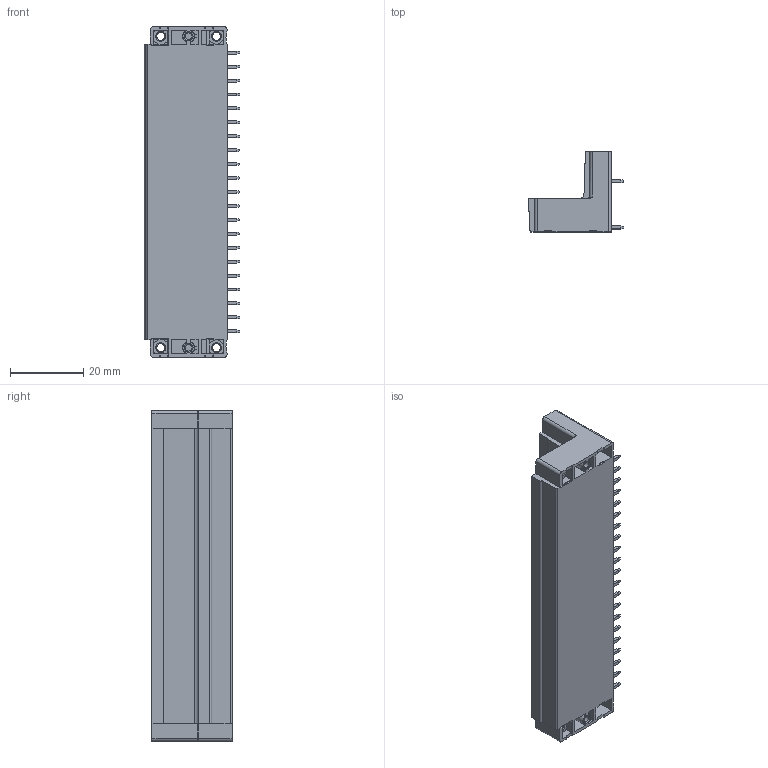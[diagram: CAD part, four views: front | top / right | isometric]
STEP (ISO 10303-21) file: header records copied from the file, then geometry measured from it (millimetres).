
FILE_DESCRIPTION((''),'2;1');
FILE_NAME('TLPHDW-105R-1','2024-09-24T11:10:57',('sheji109'),(''),'CREO PARAMETRIC BY PTC INC, 2018100','CREO PARAMETRIC BY PTC INC, 2018100','');
FILE_SCHEMA(('CONFIG_CONTROL_DESIGN'));
Products named in the file (1): TLPHDW-105R-1
Bounding box: 26.2 x 21.9 x 90.4 mm (x, y, z)
Volume: 20030 mm3; surface area: 21567.4 mm2
Topology: 1 solids, 1 shells, 3416 faces, 9238 edges, 5944 vertices
Faces by surface type: plane 2696, cylinder 647, cone 50, sphere 21, bspline 2
Entity records: 106087 total; most frequent: CARTESIAN_POINT 19519, ORIENTED_EDGE 18434, DIRECTION 17231, EDGE_CURVE 9217, VECTOR 7639, LINE 7639, VERTEX_POINT 5944, AXIS2_PLACEMENT_3D 4796
